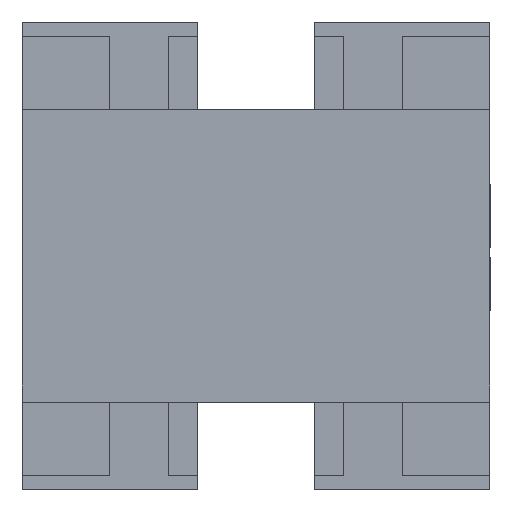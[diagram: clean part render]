
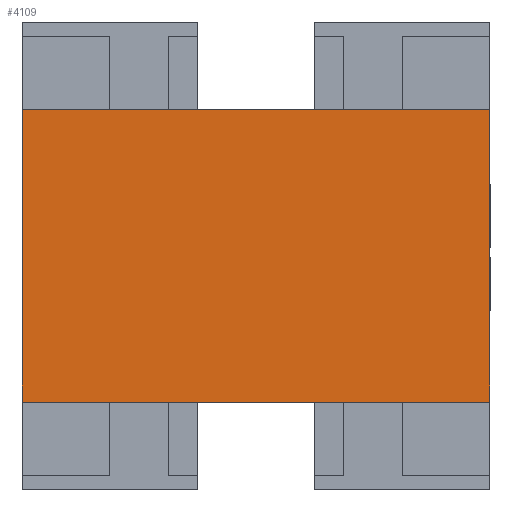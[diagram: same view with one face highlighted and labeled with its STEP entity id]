
A CAD part, top view. The second image highlights one B-rep face of the part: STEP entity #4109.
In plain terms, the highlighted planar face has unit normal (0, 0, 1).
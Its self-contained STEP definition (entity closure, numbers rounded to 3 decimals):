
#76 = VECTOR ( 'NONE', #11798, 1000. ) ;
#217 = EDGE_CURVE ( 'NONE', #3507, #7358, #9541, .T. ) ;
#281 = FACE_OUTER_BOUND ( 'NONE', #2144, .T. ) ;
#325 = VECTOR ( 'NONE', #10496, 1000. ) ;
#377 = DIRECTION ( 'NONE',  ( 0., -1., 0. ) ) ;
#1099 = VERTEX_POINT ( 'NONE', #9444 ) ;
#1331 = CARTESIAN_POINT ( 'NONE',  ( -0.8, -0.5, 0.45 ) ) ;
#2144 = EDGE_LOOP ( 'NONE', ( #13182, #7841, #7310, #9081 ) ) ;
#2286 = EDGE_CURVE ( 'NONE', #8809, #3507, #2552, .T. ) ;
#2552 = LINE ( 'NONE', #8154, #12828 ) ;
#3507 = VERTEX_POINT ( 'NONE', #1331 ) ;
#4109 = ADVANCED_FACE ( 'NONE', ( #281 ), #12198, .T. ) ;
#4589 = AXIS2_PLACEMENT_3D ( 'NONE', #4691, #9000, #11121 ) ;
#4691 = CARTESIAN_POINT ( 'NONE',  ( 0., 0., 0.45 ) ) ;
#5414 = CARTESIAN_POINT ( 'NONE',  ( -0.8, 0.5, 0.45 ) ) ;
#6270 = CARTESIAN_POINT ( 'NONE',  ( 0.8, -0.5, 0.45 ) ) ;
#7217 = CARTESIAN_POINT ( 'NONE',  ( 0.8, -0.5, 0.45 ) ) ;
#7310 = ORIENTED_EDGE ( 'NONE', *, *, #9737, .T. ) ;
#7358 = VERTEX_POINT ( 'NONE', #6270 ) ;
#7841 = ORIENTED_EDGE ( 'NONE', *, *, #217, .T. ) ;
#7954 = VECTOR ( 'NONE', #10746, 1000. ) ;
#8154 = CARTESIAN_POINT ( 'NONE',  ( -0.8, -0.5, 0.45 ) ) ;
#8476 = CARTESIAN_POINT ( 'NONE',  ( 0.8, -0.5, 0.45 ) ) ;
#8611 = LINE ( 'NONE', #8476, #7954 ) ;
#8741 = LINE ( 'NONE', #9590, #76 ) ;
#8809 = VERTEX_POINT ( 'NONE', #5414 ) ;
#9000 = DIRECTION ( 'NONE',  ( 0., 0., 1. ) ) ;
#9081 = ORIENTED_EDGE ( 'NONE', *, *, #13846, .T. ) ;
#9444 = CARTESIAN_POINT ( 'NONE',  ( 0.8, 0.5, 0.45 ) ) ;
#9541 = LINE ( 'NONE', #7217, #325 ) ;
#9590 = CARTESIAN_POINT ( 'NONE',  ( 0.8, 0.5, 0.45 ) ) ;
#9737 = EDGE_CURVE ( 'NONE', #7358, #1099, #8611, .T. ) ;
#10496 = DIRECTION ( 'NONE',  ( 1., 0., 0. ) ) ;
#10746 = DIRECTION ( 'NONE',  ( 0., 1., 0. ) ) ;
#11121 = DIRECTION ( 'NONE',  ( 1., 0., 0. ) ) ;
#11798 = DIRECTION ( 'NONE',  ( -1., 0., 0. ) ) ;
#12198 = PLANE ( 'NONE',  #4589 ) ;
#12828 = VECTOR ( 'NONE', #377, 1000. ) ;
#13182 = ORIENTED_EDGE ( 'NONE', *, *, #2286, .T. ) ;
#13846 = EDGE_CURVE ( 'NONE', #1099, #8809, #8741, .T. ) ;
